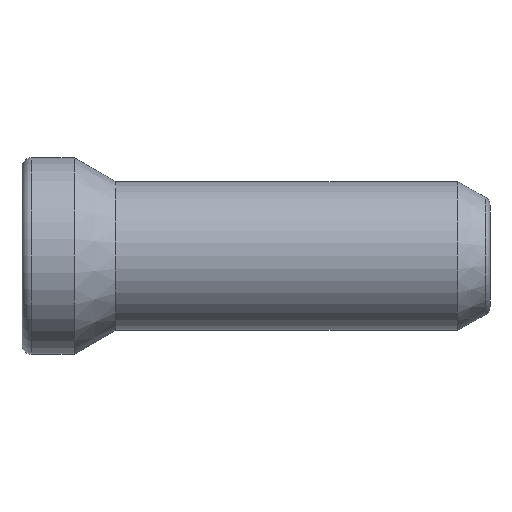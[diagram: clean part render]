
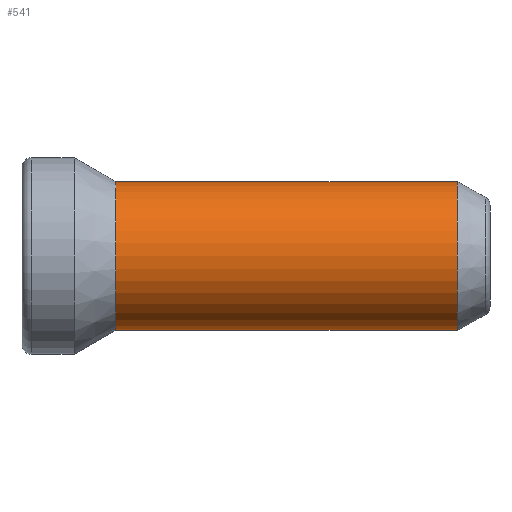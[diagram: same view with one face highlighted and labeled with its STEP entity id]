
A CAD part, left-side view. The second image highlights one B-rep face of the part: STEP entity #541.
In plain terms, the highlighted cylindrical face has radius 7.95 mm (diameter 15.9 mm), a partial arc.
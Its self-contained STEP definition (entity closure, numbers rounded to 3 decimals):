
#2 = CARTESIAN_POINT ( 'NONE',  ( 0., -10., -7.95 ) ) ;
#3 = CARTESIAN_POINT ( 'NONE',  ( 0., -46.5, 7.95 ) ) ;
#5 = VERTEX_POINT ( 'NONE', #2 ) ;
#7 = VERTEX_POINT ( 'NONE', #3 ) ;
#28 = EDGE_LOOP ( 'NONE', ( #48, #47, #50, #45 ) ) ;
#45 = ORIENTED_EDGE ( 'NONE', *, *, #539, .F. ) ;
#47 = ORIENTED_EDGE ( 'NONE', *, *, #538, .T. ) ;
#48 = ORIENTED_EDGE ( 'NONE', *, *, #521, .F. ) ;
#50 = ORIENTED_EDGE ( 'NONE', *, *, #525, .T. ) ;
#68 = VERTEX_POINT ( 'NONE', #155 ) ;
#95 = VECTOR ( 'NONE', #381, 1000. ) ;
#99 = VECTOR ( 'NONE', #393, 1000. ) ;
#110 = AXIS2_PLACEMENT_3D ( 'NONE', #217, #218, #219 ) ;
#111 = AXIS2_PLACEMENT_3D ( 'NONE', #220, #221, #222 ) ;
#116 = FACE_OUTER_BOUND ( 'NONE', #28, .T. ) ;
#117 = AXIS2_PLACEMENT_3D ( 'NONE', #226, #227, #228 ) ;
#118 = CYLINDRICAL_SURFACE ( 'NONE', #117, 7.95 ) ;
#155 = CARTESIAN_POINT ( 'NONE',  ( 0., -10., 7.95 ) ) ;
#157 = VERTEX_POINT ( 'NONE', #396 ) ;
#217 = CARTESIAN_POINT ( 'NONE',  ( 0., -46.5, 0. ) ) ;
#218 = DIRECTION ( 'NONE',  ( 0., 1., 0. ) ) ;
#219 = DIRECTION ( 'NONE',  ( 0., 0., 1. ) ) ;
#220 = CARTESIAN_POINT ( 'NONE',  ( 0., -10., 0. ) ) ;
#221 = DIRECTION ( 'NONE',  ( 0., 1., 0. ) ) ;
#222 = DIRECTION ( 'NONE',  ( 0., 0., 1. ) ) ;
#226 = CARTESIAN_POINT ( 'NONE',  ( 0., 0., 0. ) ) ;
#227 = DIRECTION ( 'NONE',  ( 0., 1., 0. ) ) ;
#228 = DIRECTION ( 'NONE',  ( 0., 0., 1. ) ) ;
#379 = LINE ( 'NONE', #380, #95 ) ;
#380 = CARTESIAN_POINT ( 'NONE',  ( 0., 0., -7.95 ) ) ;
#381 = DIRECTION ( 'NONE',  ( 0., 1., 0. ) ) ;
#391 = LINE ( 'NONE', #392, #99 ) ;
#392 = CARTESIAN_POINT ( 'NONE',  ( 0., 0., 7.95 ) ) ;
#393 = DIRECTION ( 'NONE',  ( 0., 1., 0. ) ) ;
#396 = CARTESIAN_POINT ( 'NONE',  ( 0., -46.5, -7.95 ) ) ;
#468 = CIRCLE ( 'NONE', #110, 7.95 ) ;
#497 = CIRCLE ( 'NONE', #111, 7.95 ) ;
#521 = EDGE_CURVE ( 'NONE', #157, #5, #379, .T. ) ;
#525 = EDGE_CURVE ( 'NONE', #7, #68, #391, .T. ) ;
#538 = EDGE_CURVE ( 'NONE', #157, #7, #468, .T. ) ;
#539 = EDGE_CURVE ( 'NONE', #5, #68, #497, .T. ) ;
#541 = ADVANCED_FACE ( 'NONE', ( #116 ), #118, .T. ) ;
